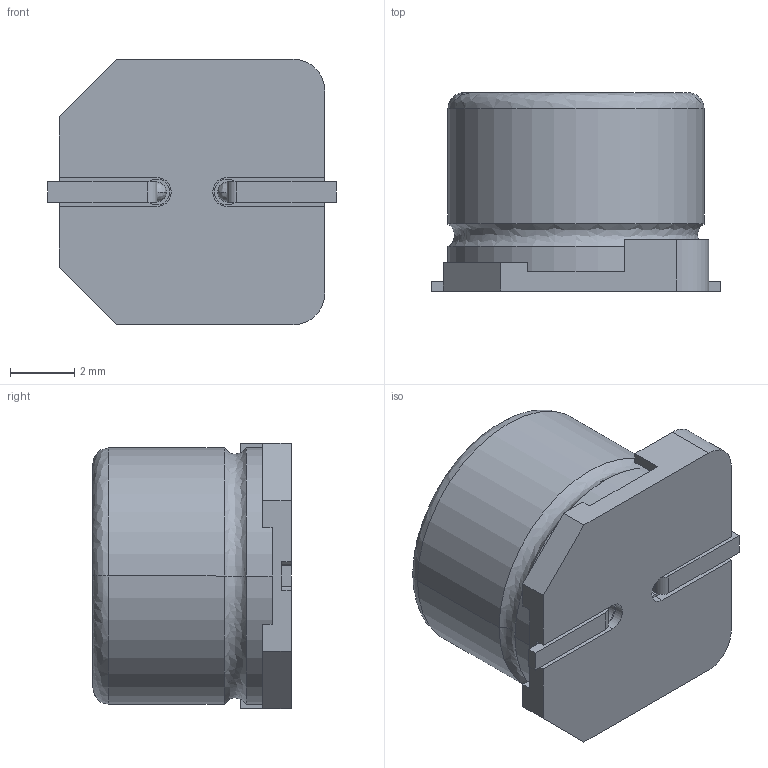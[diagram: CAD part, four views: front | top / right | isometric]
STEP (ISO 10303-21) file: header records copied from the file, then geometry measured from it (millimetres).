
FILE_DESCRIPTION (( 'STEP AP214' ), '1' );
FILE_NAME ('EEE-FP1C221AP.STEP', '2023-08-01T21:50:07', ( '' ), ( '' ), 'SwSTEP 2.0', 'SolidWorks 2021', '' );
FILE_SCHEMA (( 'AUTOMOTIVE_DESIGN' ));
Length unit declared in the file: millimetre
Products named in the file (1): EEE-FP1C221AP
Bounding box: 9 x 6.2 x 8.3 mm (x, y, z)
Volume: 324.4 mm3; surface area: 430.2 mm2
Topology: 4 solids, 4 shells, 83 faces, 207 edges, 128 vertices
Faces by surface type: plane 52, cylinder 23, bspline 8
Entity records: 2590 total; most frequent: CARTESIAN_POINT 541, DIRECTION 414, ORIENTED_EDGE 406, EDGE_CURVE 203, VECTOR 140, LINE 140, AXIS2_PLACEMENT_3D 137, VERTEX_POINT 128
